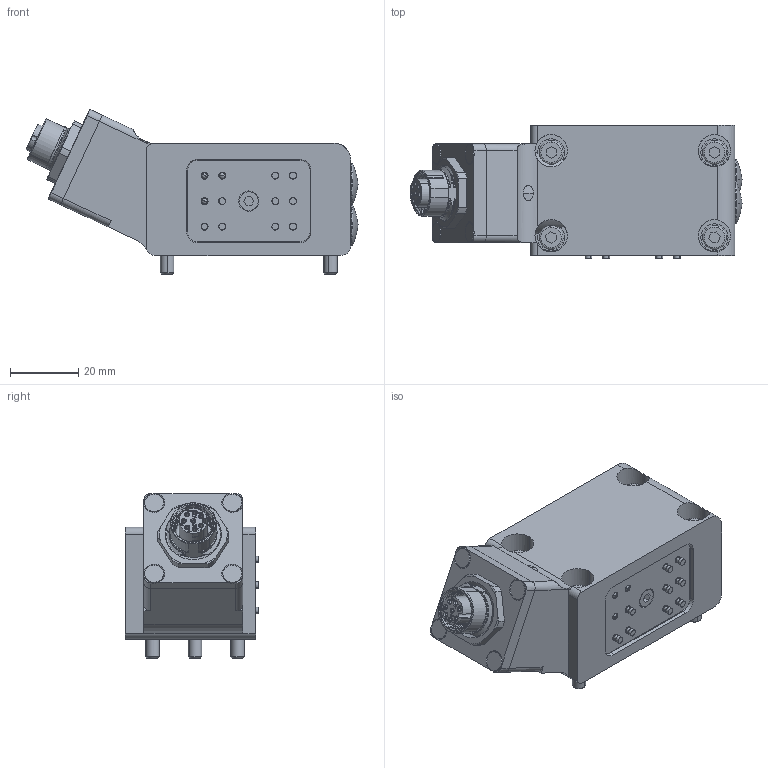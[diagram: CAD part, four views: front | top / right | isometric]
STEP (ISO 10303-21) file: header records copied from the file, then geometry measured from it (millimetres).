
FILE_DESCRIPTION (( 'STEP AP203' ), '1' );
FILE_NAME ('P1340.STEP', '2018-11-30T09:32:02', ( 'rsp' ), ( 'Hewlett-Packard Company' ), 'SwSTEP 2.0', 'SolidWorks 2017', '' );
FILE_SCHEMA (( 'CONFIG_CONTROL_DESIGN' ));
Length unit declared in the file: millimetre
Products named in the file (1): P1340
Bounding box: 97.58 x 39.26 x 48.48 mm (x, y, z)
Volume: 100701.3 mm3; surface area: 32793.5 mm2
Topology: 43 solids, 44 shells, 1299 faces, 3126 edges, 1910 vertices
Faces by surface type: plane 448, cylinder 402, cone 210, torus 128, bspline 87, sphere 24
Entity records: 45873 total; most frequent: CARTESIAN_POINT 16083, DIRECTION 6241, ORIENTED_EDGE 6118, EDGE_CURVE 3059, AXIS2_PLACEMENT_3D 2342, VERTEX_POINT 1883, LINE 1557, VECTOR 1557
